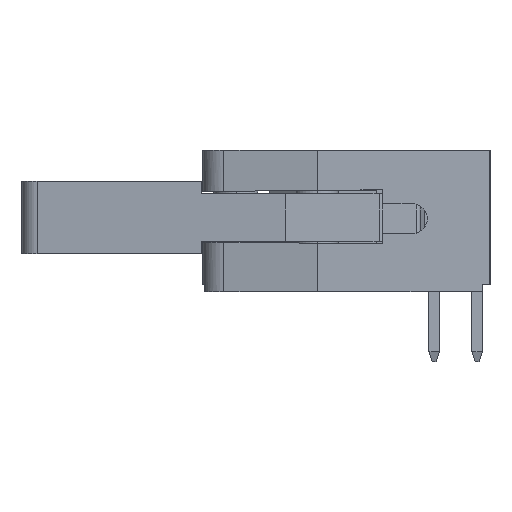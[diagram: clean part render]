
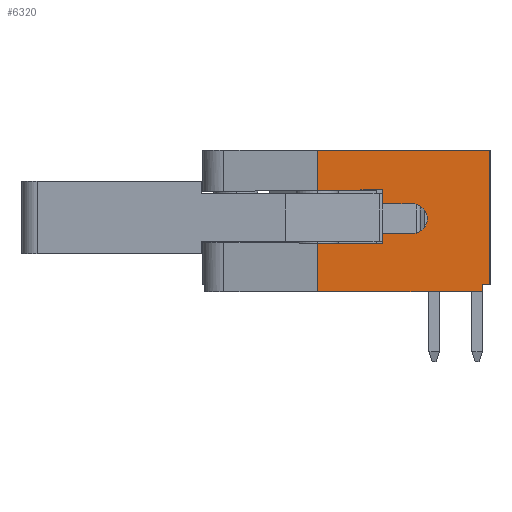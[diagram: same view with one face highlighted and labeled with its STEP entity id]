
A CAD part, left-side view. The second image highlights one B-rep face of the part: STEP entity #6320.
In plain terms, the highlighted planar face has unit normal (-1, 0, 0).
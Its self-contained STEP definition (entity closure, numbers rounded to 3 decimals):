
#520=CARTESIAN_POINT('',(-40.192,-31.904,-8.25));
#530=VERTEX_POINT('',#520);
#560=CARTESIAN_POINT('',(-40.192,-31.904,0.));
#570=DIRECTION('',(0.,0.,-1.));
#580=VECTOR('',#570,1.);
#590=LINE('',#560,#580);
#600=CARTESIAN_POINT('',(-40.192,-31.904,
-5.864));
#610=VERTEX_POINT('',#600);
#620=EDGE_CURVE('',#610,#530,#590,.T.);
#4050=CARTESIAN_POINT('',(-40.192,-28.044,
-5.08));
#4060=VERTEX_POINT('',#4050);
#4090=CARTESIAN_POINT('',(-40.192,0.,-5.08));
#4100=DIRECTION('',(0.,1.,0.));
#4110=VECTOR('',#4100,1.);
#4120=LINE('',#4090,#4110);
#4130=CARTESIAN_POINT('',(-40.192,-26.284,
-5.08));
#4140=VERTEX_POINT('',#4130);
#4150=EDGE_CURVE('',#4060,#4140,#4120,.T.);
#5140=CARTESIAN_POINT('',(-40.192,-33.424,
-6.675));
#5150=DIRECTION('',(-1.,0.,0.));
#5160=DIRECTION('',(0.,1.,0.));
#5170=AXIS2_PLACEMENT_3D('',#5140,#5150,#5160);
#5180=PLANE('',#5170);
#5190=ORIENTED_EDGE('',*,*,#4150,.T.);
#5200=CARTESIAN_POINT('',(-40.192,-28.044,0.));
#5210=DIRECTION('',(0.,0.,1.));
#5220=VECTOR('',#5210,1.);
#5230=LINE('',#5200,#5220);
#5240=CARTESIAN_POINT('',(-40.192,-28.044,
-5.9));
#5250=VERTEX_POINT('',#5240);
#5260=EDGE_CURVE('',#5250,#4060,#5230,.T.);
#5270=ORIENTED_EDGE('',*,*,#5260,.T.);
#5280=CARTESIAN_POINT('',(-40.192,0.,-5.9));
#5290=DIRECTION('',(0.,1.,0.));
#5300=VECTOR('',#5290,1.);
#5310=LINE('',#5280,#5300);
#5320=CARTESIAN_POINT('',(-40.192,-28.124,
-5.9));
#5330=VERTEX_POINT('',#5320);
#5340=EDGE_CURVE('',#5330,#5250,#5310,.T.);
#5350=ORIENTED_EDGE('',*,*,#5340,.T.);
#5360=CARTESIAN_POINT('',(-40.192,0.,-6.165));
#5370=DIRECTION('',(0.,1.,-0.009));
#5380=VECTOR('',#5370,1.);
#5390=LINE('',#5360,#5380);
#5400=EDGE_CURVE('',#610,#5330,#5390,.T.);
#5410=ORIENTED_EDGE('',*,*,#5400,.T.);
#5420=ORIENTED_EDGE('',*,*,#620,.F.);
#5430=CARTESIAN_POINT('',(-40.192,0.,-8.25));
#5440=DIRECTION('',(0.,-1.,0.));
#5450=VECTOR('',#5440,1.);
#5460=LINE('',#5430,#5450);
#5470=CARTESIAN_POINT('',(-40.192,-21.674,-8.25));
#5480=VERTEX_POINT('',#5470);
#5490=EDGE_CURVE('',#5480,#530,#5460,.T.);
#5500=ORIENTED_EDGE('',*,*,#5490,.T.);
#5510=CARTESIAN_POINT('',(-40.192,-21.674,0.));
#5520=DIRECTION('',(0.,0.,1.));
#5530=VECTOR('',#5520,1.);
#5540=LINE('',#5510,#5530);
#5550=CARTESIAN_POINT('',(-40.192,-21.674,-0.3));
#5560=VERTEX_POINT('',#5550);
#5570=EDGE_CURVE('',#5480,#5560,#5540,.T.);
#5580=ORIENTED_EDGE('',*,*,#5570,.F.);
#5590=CARTESIAN_POINT('',(-40.192,0.,-0.3));
#5600=DIRECTION('',(0.,1.,0.));
#5610=VECTOR('',#5600,1.);
#5620=LINE('',#5590,#5610);
#5630=CARTESIAN_POINT('',(-40.192,-22.124,-0.3));
#5640=VERTEX_POINT('',#5630);
#5650=EDGE_CURVE('',#5640,#5560,#5620,.T.);
#5660=ORIENTED_EDGE('',*,*,#5650,.T.);
#5670=CARTESIAN_POINT('',(-40.192,-22.124,0.));
#5680=DIRECTION('',(0.,0.,1.));
#5690=VECTOR('',#5680,1.);
#5700=LINE('',#5670,#5690);
#5710=CARTESIAN_POINT('',(-40.192,-22.124,0.15));
#5720=VERTEX_POINT('',#5710);
#5730=EDGE_CURVE('',#5640,#5720,#5700,.T.);
#5740=ORIENTED_EDGE('',*,*,#5730,.F.);
#5750=CARTESIAN_POINT('',(-40.192,0.,0.15));
#5760=DIRECTION('',(0.,-1.,0.));
#5770=VECTOR('',#5760,1.);
#5780=LINE('',#5750,#5770);
#5790=CARTESIAN_POINT('',(-40.192,-31.904,0.15));
#5800=VERTEX_POINT('',#5790);
#5810=EDGE_CURVE('',#5720,#5800,#5780,.T.);
#5820=ORIENTED_EDGE('',*,*,#5810,.F.);
#5830=CARTESIAN_POINT('',(-40.192,-31.904,0.));
#5840=DIRECTION('',(0.,0.,-1.));
#5850=VECTOR('',#5840,1.);
#5860=LINE('',#5830,#5850);
#5870=CARTESIAN_POINT('',(-40.192,-31.904,
-2.736));
#5880=VERTEX_POINT('',#5870);
#5890=EDGE_CURVE('',#5800,#5880,#5860,.T.);
#5900=ORIENTED_EDGE('',*,*,#5890,.F.);
#5910=CARTESIAN_POINT('',(-40.192,-38.724,
-2.8));
#5920=DIRECTION('',(0.,1.,0.009));
#5930=VECTOR('',#5920,1.);
#5940=LINE('',#5910,#5930);
#5950=CARTESIAN_POINT('',(-40.192,-28.124,
-2.7));
#5960=VERTEX_POINT('',#5950);
#5970=EDGE_CURVE('',#5880,#5960,#5940,.T.);
#5980=ORIENTED_EDGE('',*,*,#5970,.F.);
#5990=CARTESIAN_POINT('',(-40.192,0.,-2.7));
#6000=DIRECTION('',(0.,-1.,0.));
#6010=VECTOR('',#6000,1.);
#6020=LINE('',#5990,#6010);
#6030=CARTESIAN_POINT('',(-40.192,-28.044,
-2.7));
#6040=VERTEX_POINT('',#6030);
#6050=EDGE_CURVE('',#6040,#5960,#6020,.T.);
#6060=ORIENTED_EDGE('',*,*,#6050,.T.);
#6070=CARTESIAN_POINT('',(-40.192,-28.044,0.));
#6080=DIRECTION('',(0.,0.,1.));
#6090=VECTOR('',#6080,1.);
#6100=LINE('',#6070,#6090);
#6110=CARTESIAN_POINT('',(-40.192,-28.044,
-3.3));
#6120=VERTEX_POINT('',#6110);
#6130=EDGE_CURVE('',#6120,#6040,#6100,.T.);
#6140=ORIENTED_EDGE('',*,*,#6130,.T.);
#6150=CARTESIAN_POINT('',(-40.192,0.,-3.3));
#6160=DIRECTION('',(0.,-1.,0.));
#6170=VECTOR('',#6160,1.);
#6180=LINE('',#6150,#6170);
#6190=CARTESIAN_POINT('',(-40.192,-26.284,
-3.3));
#6200=VERTEX_POINT('',#6190);
#6210=EDGE_CURVE('',#6200,#6120,#6180,.T.);
#6220=ORIENTED_EDGE('',*,*,#6210,.T.);
#6230=CARTESIAN_POINT('',(-40.192,-26.284,
-4.19));
#6240=DIRECTION('',(1.,0.,0.));
#6250=DIRECTION('',(0.,0.,1.));
#6260=AXIS2_PLACEMENT_3D('',#6230,#6240,#6250);
#6270=CIRCLE('',#6260,0.89);
#6280=EDGE_CURVE('',#4140,#6200,#6270,.T.);
#6290=ORIENTED_EDGE('',*,*,#6280,.T.);
#6300=EDGE_LOOP('',(#6290,#6220,#6140,#6060,#5980,#5900,#5820,#5740,
#5660,#5580,#5500,#5420,#5410,#5350,#5270,#5190));
#6310=FACE_OUTER_BOUND('',#6300,.T.);
#6320=ADVANCED_FACE('',(#6310),#5180,.T.);
